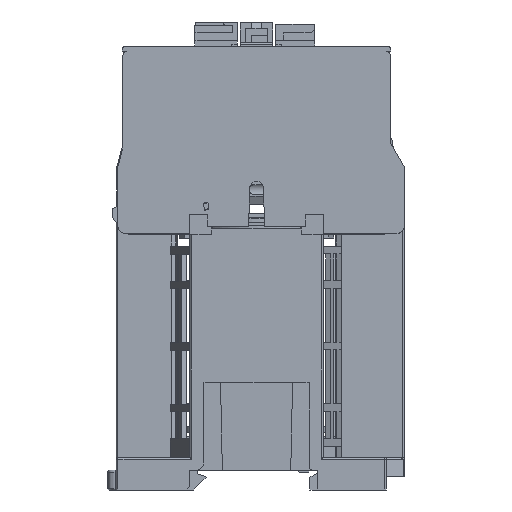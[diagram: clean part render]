
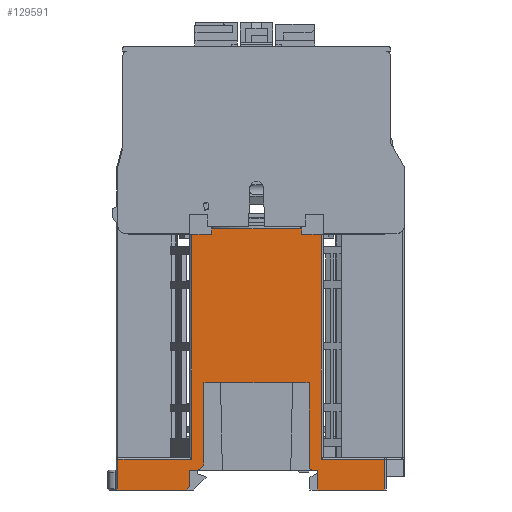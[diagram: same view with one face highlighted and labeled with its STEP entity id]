
A CAD part, left-side view. The second image highlights one B-rep face of the part: STEP entity #129591.
In plain terms, the highlighted planar face has unit normal (-1, 0, 0).
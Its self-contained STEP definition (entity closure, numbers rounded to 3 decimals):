
#22629=DIRECTION('',(0.,-1.,0.));
#22630=VECTOR('',#22629,19.);
#22631=CARTESIAN_POINT('',(-29.25,38.5,0.));
#22632=LINE('',#22631,#22630);
#23059=DIRECTION('',(0.,0.,1.));
#23060=VECTOR('',#23059,8.5);
#23061=CARTESIAN_POINT('',(-29.25,38.5,0.));
#23062=LINE('',#23061,#23060);
#23068=DIRECTION('',(0.,-1.,0.));
#23069=VECTOR('',#23068,20.5);
#23070=CARTESIAN_POINT('',(-29.25,38.5,8.5));
#23071=LINE('',#23070,#23069);
#23104=DIRECTION('',(0.,0.,1.));
#23105=VECTOR('',#23104,1.5);
#23106=CARTESIAN_POINT('',(-29.25,12.5,71.));
#23107=LINE('',#23106,#23105);
#23108=DIRECTION('',(0.,0.,1.));
#23109=VECTOR('',#23108,5.5);
#23110=CARTESIAN_POINT('',(-29.25,-17.,0.));
#23111=LINE('',#23110,#23109);
#23112=DIRECTION('',(0.,1.,0.));
#23113=VECTOR('',#23112,1.282);
#23114=CARTESIAN_POINT('',(-29.25,-17.,5.5));
#23115=LINE('',#23114,#23113);
#23116=DIRECTION('',(0.,0.,-1.));
#23117=VECTOR('',#23116,23.3);
#23118=CARTESIAN_POINT('',(-29.25,-14.6,29.8));
#23119=LINE('',#23118,#23117);
#23120=DIRECTION('',(0.,1.,0.));
#23121=VECTOR('',#23120,4.6);
#23122=CARTESIAN_POINT('',(-29.25,-14.6,29.8));
#23123=LINE('',#23122,#23121);
#23124=DIRECTION('',(0.,1.,0.));
#23125=VECTOR('',#23124,20.);
#23126=CARTESIAN_POINT('',(-29.25,-10.,29.8));
#23127=LINE('',#23126,#23125);
#23128=DIRECTION('',(0.,-1.,0.));
#23129=VECTOR('',#23128,4.6);
#23130=CARTESIAN_POINT('',(-29.25,14.6,29.8));
#23131=LINE('',#23130,#23129);
#23132=DIRECTION('',(0.,0.,-1.));
#23133=VECTOR('',#23132,22.3);
#23134=CARTESIAN_POINT('',(-29.25,14.6,29.8));
#23135=LINE('',#23134,#23133);
#23136=DIRECTION('',(0.,1.,0.));
#23137=VECTOR('',#23136,1.664);
#23138=CARTESIAN_POINT('',(-29.25,16.836,5.5));
#23139=LINE('',#23138,#23137);
#23140=DIRECTION('',(0.,0.,-1.));
#23141=VECTOR('',#23140,4.5);
#23142=CARTESIAN_POINT('',(-29.25,18.5,5.5));
#23143=LINE('',#23142,#23141);
#23144=DIRECTION('',(0.,-0.707,0.707));
#23145=VECTOR('',#23144,1.414);
#23146=CARTESIAN_POINT('',(-29.25,19.5,0.));
#23147=LINE('',#23146,#23145);
#23148=DIRECTION('',(0.,0.,-1.));
#23149=VECTOR('',#23148,62.5);
#23150=CARTESIAN_POINT('',(-29.25,18.,71.));
#23151=LINE('',#23150,#23149);
#30209=DIRECTION('',(0.,-1.,0.));
#30210=VECTOR('',#30209,18.5);
#30211=CARTESIAN_POINT('',(-29.25,-17.,0.));
#30212=LINE('',#30211,#30210);
#30435=DIRECTION('',(0.,-1.,0.));
#30436=VECTOR('',#30435,17.5);
#30437=CARTESIAN_POINT('',(-29.25,-18.,8.5));
#30438=LINE('',#30437,#30436);
#31688=DIRECTION('',(0.,0.,1.));
#31689=VECTOR('',#31688,62.5);
#31690=CARTESIAN_POINT('',(-29.25,-18.,8.5));
#31691=LINE('',#31690,#31689);
#31697=DIRECTION('',(0.,-1.,0.));
#31698=VECTOR('',#31697,5.5);
#31699=CARTESIAN_POINT('',(-29.25,-12.5,71.));
#31700=LINE('',#31699,#31698);
#31713=DIRECTION('',(0.,0.,1.));
#31714=VECTOR('',#31713,1.5);
#31715=CARTESIAN_POINT('',(-29.25,-12.5,71.));
#31716=LINE('',#31715,#31714);
#31725=DIRECTION('',(0.,-1.,0.));
#31726=VECTOR('',#31725,25.);
#31727=CARTESIAN_POINT('',(-29.25,12.5,72.5));
#31728=LINE('',#31727,#31726);
#31919=DIRECTION('',(0.,-1.,0.));
#31920=VECTOR('',#31919,5.5);
#31921=CARTESIAN_POINT('',(-29.25,18.,71.));
#31922=LINE('',#31921,#31920);
#54132=DIRECTION('',(0.,0.,1.));
#54133=VECTOR('',#54132,8.5);
#54134=CARTESIAN_POINT('',(-29.25,-35.5,0.));
#54135=LINE('',#54134,#54133);
#61655=CARTESIAN_POINT('',(-29.25,-14.6,6.5));
#61656=CARTESIAN_POINT('',(-29.25,-14.6,6.412));
#61657=CARTESIAN_POINT('',(-29.25,-14.624,6.26));
#61658=CARTESIAN_POINT('',(-29.25,-14.701,6.071));
#61659=CARTESIAN_POINT('',(-29.25,-14.806,5.912));
#61660=CARTESIAN_POINT('',(-29.25,-14.98,5.733));
#61661=CARTESIAN_POINT('',(-29.25,-15.199,5.599));
#61662=CARTESIAN_POINT('',(-29.25,-15.471,5.518));
#61663=CARTESIAN_POINT('',(-29.25,-15.63,5.5));
#61664=CARTESIAN_POINT('',(-29.25,-15.718,5.5));
#61710=CARTESIAN_POINT('',(-29.25,16.836,5.5));
#61711=CARTESIAN_POINT('',(-29.25,16.66,5.5));
#61712=CARTESIAN_POINT('',(-29.25,16.342,5.536));
#61713=CARTESIAN_POINT('',(-29.25,15.934,5.657));
#61714=CARTESIAN_POINT('',(-29.25,15.58,5.833));
#61715=CARTESIAN_POINT('',(-29.25,15.273,6.055));
#61716=CARTESIAN_POINT('',(-29.25,15.013,6.324));
#61717=CARTESIAN_POINT('',(-29.25,14.801,6.642));
#61718=CARTESIAN_POINT('',(-29.25,14.674,6.956));
#61719=CARTESIAN_POINT('',(-29.25,14.613,7.248));
#61720=CARTESIAN_POINT('',(-29.25,14.6,7.412));
#61721=CARTESIAN_POINT('',(-29.25,14.6,7.5));
#81569=CARTESIAN_POINT('',(-29.25,-17.,0.));
#81570=CARTESIAN_POINT('',(-29.25,-17.,5.5));
#81571=VERTEX_POINT('',#81569);
#81572=VERTEX_POINT('',#81570);
#81721=CARTESIAN_POINT('',(-29.25,-14.6,29.8));
#81722=CARTESIAN_POINT('',(-29.25,-10.,29.8));
#81723=VERTEX_POINT('',#81721);
#81724=VERTEX_POINT('',#81722);
#81745=CARTESIAN_POINT('',(-29.25,14.6,29.8));
#81746=CARTESIAN_POINT('',(-29.25,10.,29.8));
#81747=VERTEX_POINT('',#81745);
#81748=VERTEX_POINT('',#81746);
#82041=CARTESIAN_POINT('',(-29.25,12.5,72.5));
#82042=CARTESIAN_POINT('',(-29.25,-12.5,72.5));
#82043=VERTEX_POINT('',#82041);
#82044=VERTEX_POINT('',#82042);
#82053=CARTESIAN_POINT('',(-29.25,12.5,71.));
#82055=VERTEX_POINT('',#82053);
#82057=CARTESIAN_POINT('',(-29.25,-12.5,71.));
#82059=VERTEX_POINT('',#82057);
#82229=CARTESIAN_POINT('',(-29.25,16.836,5.5));
#82231=VERTEX_POINT('',#82229);
#82232=VERTEX_POINT('',#61721);
#82245=CARTESIAN_POINT('',(-29.25,18.5,5.5));
#82246=VERTEX_POINT('',#82245);
#82247=CARTESIAN_POINT('',(-29.25,-15.718,5.5));
#82249=VERTEX_POINT('',#82247);
#82251=CARTESIAN_POINT('',(-29.25,-14.6,6.5));
#82253=VERTEX_POINT('',#82251);
#82310=CARTESIAN_POINT('',(-29.25,19.5,0.));
#82311=CARTESIAN_POINT('',(-29.25,18.5,1.));
#82312=VERTEX_POINT('',#82310);
#82313=VERTEX_POINT('',#82311);
#83499=CARTESIAN_POINT('',(-29.25,18.,71.));
#83501=VERTEX_POINT('',#83499);
#83502=CARTESIAN_POINT('',(-29.25,-18.,71.));
#83504=VERTEX_POINT('',#83502);
#83611=CARTESIAN_POINT('',(-29.25,38.5,0.));
#83612=CARTESIAN_POINT('',(-29.25,38.5,8.5));
#83613=VERTEX_POINT('',#83611);
#83614=VERTEX_POINT('',#83612);
#83621=CARTESIAN_POINT('',(-29.25,18.,8.5));
#83622=VERTEX_POINT('',#83621);
#83625=CARTESIAN_POINT('',(-29.25,-35.5,0.));
#83626=CARTESIAN_POINT('',(-29.25,-35.5,8.5));
#83627=VERTEX_POINT('',#83625);
#83628=VERTEX_POINT('',#83626);
#83637=CARTESIAN_POINT('',(-29.25,-18.,8.5));
#83638=VERTEX_POINT('',#83637);
#129539=CARTESIAN_POINT('',(-29.25,39.,0.));
#129540=DIRECTION('',(-1.,0.,0.));
#129541=DIRECTION('',(0.,-1.,0.));
#129542=AXIS2_PLACEMENT_3D('',#129539,#129540,#129541);
#129543=PLANE('',#129542);
#129544=ORIENTED_EDGE('',*,*,#129505,.T.);
#129545=ORIENTED_EDGE('',*,*,#129529,.T.);
#129547=ORIENTED_EDGE('',*,*,#129546,.F.);
#129549=ORIENTED_EDGE('',*,*,#129548,.T.);
#129551=ORIENTED_EDGE('',*,*,#129550,.T.);
#129553=ORIENTED_EDGE('',*,*,#129552,.T.);
#129555=ORIENTED_EDGE('',*,*,#129554,.F.);
#129557=ORIENTED_EDGE('',*,*,#129556,.T.);
#129559=ORIENTED_EDGE('',*,*,#129558,.F.);
#129561=ORIENTED_EDGE('',*,*,#129560,.T.);
#129563=ORIENTED_EDGE('',*,*,#129562,.F.);
#129565=ORIENTED_EDGE('',*,*,#129564,.F.);
#129567=ORIENTED_EDGE('',*,*,#129566,.T.);
#129568=ORIENTED_EDGE('',*,*,#128837,.T.);
#129570=ORIENTED_EDGE('',*,*,#129569,.F.);
#129572=ORIENTED_EDGE('',*,*,#129571,.F.);
#129574=ORIENTED_EDGE('',*,*,#129573,.T.);
#129576=ORIENTED_EDGE('',*,*,#129575,.T.);
#129578=ORIENTED_EDGE('',*,*,#129577,.F.);
#129580=ORIENTED_EDGE('',*,*,#129579,.T.);
#129582=ORIENTED_EDGE('',*,*,#129581,.F.);
#129583=ORIENTED_EDGE('',*,*,#128821,.T.);
#129585=ORIENTED_EDGE('',*,*,#129584,.T.);
#129587=ORIENTED_EDGE('',*,*,#129586,.F.);
#129588=ORIENTED_EDGE('',*,*,#129068,.F.);
#129589=EDGE_LOOP('',(#129544,#129545,#129547,#129549,#129551,#129553,#129555,
#129557,#129559,#129561,#129563,#129565,#129567,#129568,#129570,#129572,#129574,
#129576,#129578,#129580,#129582,#129583,#129585,#129587,#129588));
#129590=FACE_OUTER_BOUND('',#129589,.F.);
#61665=B_SPLINE_CURVE_WITH_KNOTS('',3,(#61655,#61656,#61657,#61658,#61659,
#61660,#61661,#61662,#61663,#61664),.UNSPECIFIED.,.F.,.F.,(4,1,1,1,1,1,1,4),(
0.,0.125,0.25,0.375,0.5,0.75,0.875,1.),.UNSPECIFIED.);
#61722=B_SPLINE_CURVE_WITH_KNOTS('',3,(#61710,#61711,#61712,#61713,#61714,
#61715,#61716,#61717,#61718,#61719,#61720,#61721),.UNSPECIFIED.,.F.,.F.,(4,1,1,
1,1,1,1,1,1,4),(0.,0.125,0.25,0.375,0.5,0.625,0.75,0.875,
0.938,1.),.UNSPECIFIED.);
#128821=EDGE_CURVE('',#82231,#82246,#23139,.T.);
#128837=EDGE_CURVE('',#81572,#82249,#23115,.T.);
#129068=EDGE_CURVE('',#83613,#82312,#22632,.T.);
#129505=EDGE_CURVE('',#83613,#83614,#23062,.T.);
#129529=EDGE_CURVE('',#83614,#83622,#23071,.T.);
#129546=EDGE_CURVE('',#83501,#83622,#23151,.T.);
#129548=EDGE_CURVE('',#83501,#82055,#31922,.T.);
#129550=EDGE_CURVE('',#82055,#82043,#23107,.T.);
#129552=EDGE_CURVE('',#82043,#82044,#31728,.T.);
#129554=EDGE_CURVE('',#82059,#82044,#31716,.T.);
#129556=EDGE_CURVE('',#82059,#83504,#31700,.T.);
#129558=EDGE_CURVE('',#83638,#83504,#31691,.T.);
#129560=EDGE_CURVE('',#83638,#83628,#30438,.T.);
#129562=EDGE_CURVE('',#83627,#83628,#54135,.T.);
#129564=EDGE_CURVE('',#81571,#83627,#30212,.T.);
#129566=EDGE_CURVE('',#81571,#81572,#23111,.T.);
#129569=EDGE_CURVE('',#82253,#82249,#61665,.T.);
#129571=EDGE_CURVE('',#81723,#82253,#23119,.T.);
#129573=EDGE_CURVE('',#81723,#81724,#23123,.T.);
#129575=EDGE_CURVE('',#81724,#81748,#23127,.T.);
#129577=EDGE_CURVE('',#81747,#81748,#23131,.T.);
#129579=EDGE_CURVE('',#81747,#82232,#23135,.T.);
#129581=EDGE_CURVE('',#82231,#82232,#61722,.T.);
#129584=EDGE_CURVE('',#82246,#82313,#23143,.T.);
#129586=EDGE_CURVE('',#82312,#82313,#23147,.T.);
#129591=ADVANCED_FACE('',(#129590),#129543,.T.);
